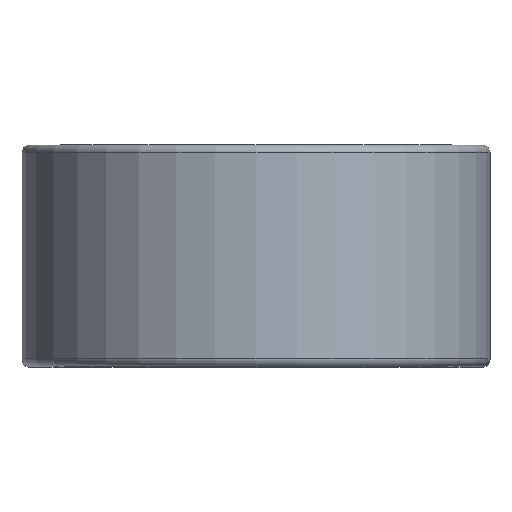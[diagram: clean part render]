
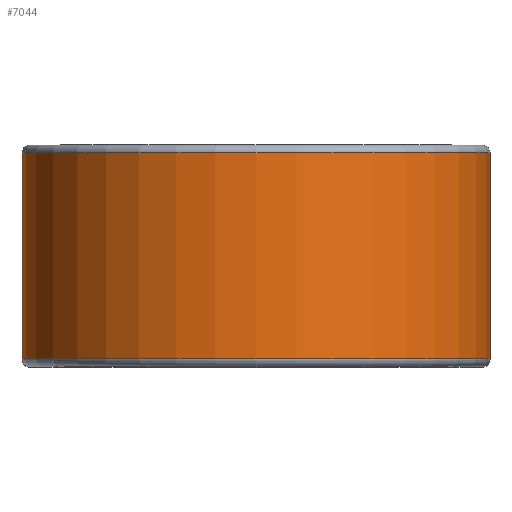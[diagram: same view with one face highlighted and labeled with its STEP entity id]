
A CAD part, top view. The second image highlights one B-rep face of the part: STEP entity #7044.
In plain terms, the highlighted cylindrical face has radius 15.1 mm (diameter 30.2 mm), a partial arc.
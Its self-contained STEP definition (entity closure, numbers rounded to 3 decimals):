
#54=CYLINDRICAL_SURFACE('',#7328,15.1);
#76=CIRCLE('',#7299,15.1);
#80=CIRCLE('',#7309,15.1);
#730=FACE_OUTER_BOUND('',#1148,.T.);
#1148=EDGE_LOOP('',(#6452,#6453,#6454,#6455));
#1827=LINE('',#13172,#2496);
#1828=LINE('',#13173,#2497);
#2496=VECTOR('',#8533,10.);
#2497=VECTOR('',#8534,10.);
#3446=VERTEX_POINT('',#13098);
#3447=VERTEX_POINT('',#13102);
#3449=VERTEX_POINT('',#13115);
#3451=VERTEX_POINT('',#13121);
#4434=EDGE_CURVE('',#3446,#3447,#76,.T.);
#4445=EDGE_CURVE('',#3449,#3451,#80,.T.);
#4470=EDGE_CURVE('',#3446,#3451,#1827,.T.);
#4471=EDGE_CURVE('',#3447,#3449,#1828,.T.);
#6452=ORIENTED_EDGE('',*,*,#4434,.F.);
#6453=ORIENTED_EDGE('',*,*,#4470,.T.);
#6454=ORIENTED_EDGE('',*,*,#4445,.F.);
#6455=ORIENTED_EDGE('',*,*,#4471,.F.);
#7044=ADVANCED_FACE('',(#730),#54,.T.);
#7299=AXIS2_PLACEMENT_3D('',#13104,#8448,#8449);
#7309=AXIS2_PLACEMENT_3D('',#13125,#8474,#8475);
#7328=AXIS2_PLACEMENT_3D('',#13171,#8531,#8532);
#8448=DIRECTION('center_axis',(0.,-1.,0.));
#8449=DIRECTION('ref_axis',(0.,0.,1.));
#8474=DIRECTION('center_axis',(0.,1.,0.));
#8475=DIRECTION('ref_axis',(0.,0.,1.));
#8531=DIRECTION('center_axis',(0.,1.,0.));
#8532=DIRECTION('ref_axis',(-1.,0.,0.));
#8533=DIRECTION('',(0.,1.,0.));
#8534=DIRECTION('',(0.,1.,0.));
#13098=CARTESIAN_POINT('',(15.1,-6.65,15.1));
#13102=CARTESIAN_POINT('',(-15.1,-6.65,15.1));
#13104=CARTESIAN_POINT('Origin',(0.,-6.65,15.1));
#13115=CARTESIAN_POINT('',(-15.1,6.65,15.1));
#13121=CARTESIAN_POINT('',(15.1,6.65,15.1));
#13125=CARTESIAN_POINT('Origin',(0.,6.65,15.1));
#13171=CARTESIAN_POINT('Origin',(0.,0.,15.1));
#13172=CARTESIAN_POINT('',(15.1,0.,15.1));
#13173=CARTESIAN_POINT('',(-15.1,0.,15.1));
